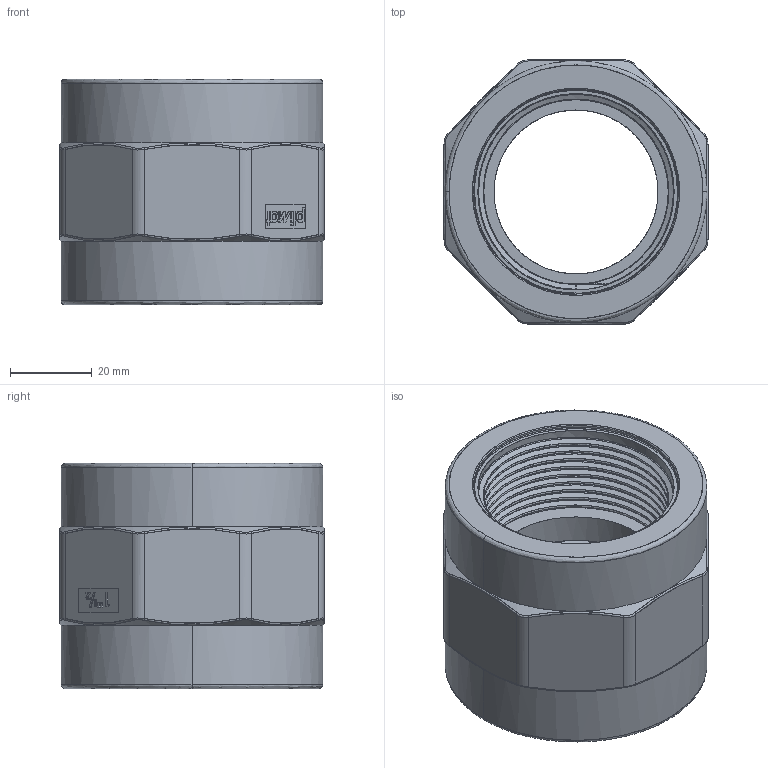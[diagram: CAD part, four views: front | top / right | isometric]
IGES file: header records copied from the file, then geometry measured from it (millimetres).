
Start section: SolidWorks IGES file using NURBS representation for surfaces
Global section: file name: 01011005150.IGS; native system: SolidWorks 2020; preprocessor: SolidWorks 2020; author: Dep. Projeto; date: 201111.111940; units: millimetre
Bounding box: 64.4 x 64.4 x 55 mm (x, y, z)
Surface area: 27309.1 mm2 (no closed solid volume)
Topology: 0 solids, 0 shells, 234 faces, 2547 edges, 2545 vertices
Faces by surface type: bspline 234
